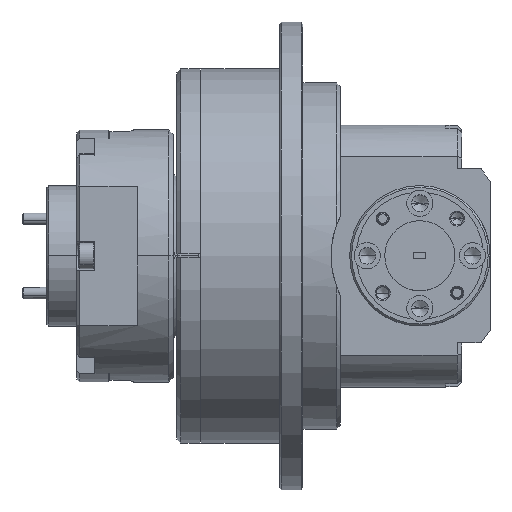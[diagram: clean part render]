
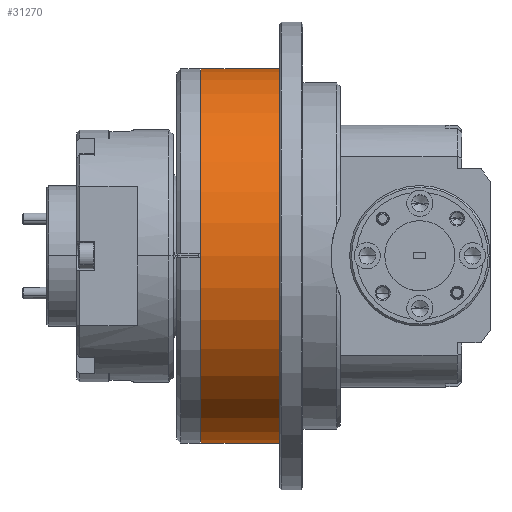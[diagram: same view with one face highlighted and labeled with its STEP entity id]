
A CAD part, top view. The second image highlights one B-rep face of the part: STEP entity #31270.
In plain terms, the highlighted cylindrical face has radius 25.4 mm (diameter 50.8 mm), a partial arc.
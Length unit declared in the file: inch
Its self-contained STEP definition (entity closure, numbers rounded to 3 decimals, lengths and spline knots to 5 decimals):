
#372 = EDGE_CURVE ( 'NONE', #4786, #3612, #31835, .T. ) ;
#1341 = AXIS2_PLACEMENT_3D ( 'NONE', #36138, #21872, #19293 ) ;
#1467 = DIRECTION ( 'NONE',  ( 1., 0., 0. ) ) ;
#3382 = LINE ( 'NONE', #34793, #35977 ) ;
#3612 = VERTEX_POINT ( 'NONE', #31832 ) ;
#4786 = VERTEX_POINT ( 'NONE', #23317 ) ;
#4994 = EDGE_LOOP ( 'NONE', ( #28419, #28883, #21358, #12138 ) ) ;
#6522 = CARTESIAN_POINT ( 'NONE',  ( 0., 1., 0. ) ) ;
#7059 = VECTOR ( 'NONE', #29255, 39.37008 ) ;
#8949 = VERTEX_POINT ( 'NONE', #28107 ) ;
#9873 = DIRECTION ( 'NONE',  ( 0., 1., 0. ) ) ;
#11650 = EDGE_CURVE ( 'NONE', #4786, #8949, #16139, .T. ) ;
#12138 = ORIENTED_EDGE ( 'NONE', *, *, #372, .F. ) ;
#12299 = FACE_OUTER_BOUND ( 'NONE', #4994, .T. ) ;
#15420 = DIRECTION ( 'NONE',  ( 1., 0., 0. ) ) ;
#16139 = CIRCLE ( 'NONE', #20238, 1. ) ;
#17258 = CIRCLE ( 'NONE', #1341, 1. ) ;
#18186 = CARTESIAN_POINT ( 'NONE',  ( 0., 0., 0. ) ) ;
#18261 = CARTESIAN_POINT ( 'NONE',  ( -0.3615, 0., 0. ) ) ;
#19293 = DIRECTION ( 'NONE',  ( 0., 1., 0. ) ) ;
#20086 = CARTESIAN_POINT ( 'NONE',  ( 0.06, -1., 0. ) ) ;
#20238 = AXIS2_PLACEMENT_3D ( 'NONE', #18261, #1467, #29183 ) ;
#21358 = ORIENTED_EDGE ( 'NONE', *, *, #26481, .F. ) ;
#21872 = DIRECTION ( 'NONE',  ( 1., 0., 0. ) ) ;
#22424 = AXIS2_PLACEMENT_3D ( 'NONE', #18186, #15420, #9873 ) ;
#23060 = EDGE_CURVE ( 'NONE', #8949, #32698, #3382, .T. ) ;
#23317 = CARTESIAN_POINT ( 'NONE',  ( -0.3615, 1., 0. ) ) ;
#26481 = EDGE_CURVE ( 'NONE', #3612, #32698, #17258, .T. ) ;
#28107 = CARTESIAN_POINT ( 'NONE',  ( -0.3615, -1., 0. ) ) ;
#28328 = DIRECTION ( 'NONE',  ( 1., 0., 0. ) ) ;
#28419 = ORIENTED_EDGE ( 'NONE', *, *, #11650, .T. ) ;
#28883 = ORIENTED_EDGE ( 'NONE', *, *, #23060, .T. ) ;
#29183 = DIRECTION ( 'NONE',  ( 0., -1., 0. ) ) ;
#29255 = DIRECTION ( 'NONE',  ( 1., 0., 0. ) ) ;
#31270 = ADVANCED_FACE ( 'NONE', ( #12299 ), #32613, .T. ) ;
#31832 = CARTESIAN_POINT ( 'NONE',  ( 0.06, 1., 0. ) ) ;
#31835 = LINE ( 'NONE', #6522, #7059 ) ;
#32613 = CYLINDRICAL_SURFACE ( 'NONE', #22424, 1. ) ;
#32698 = VERTEX_POINT ( 'NONE', #20086 ) ;
#34793 = CARTESIAN_POINT ( 'NONE',  ( 0., -1., 0. ) ) ;
#35977 = VECTOR ( 'NONE', #28328, 39.37008 ) ;
#36138 = CARTESIAN_POINT ( 'NONE',  ( 0.06, 0., 0. ) ) ;
